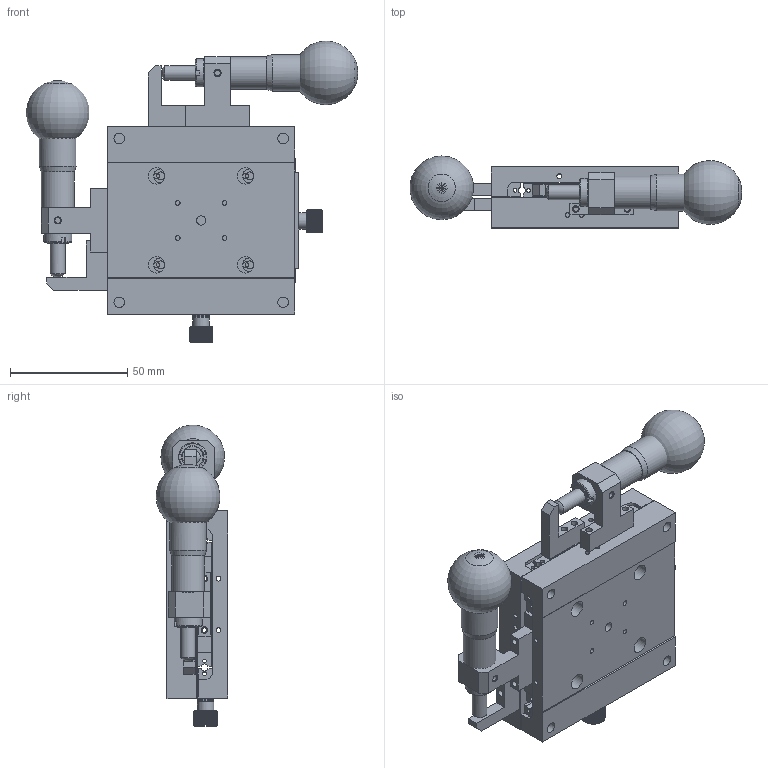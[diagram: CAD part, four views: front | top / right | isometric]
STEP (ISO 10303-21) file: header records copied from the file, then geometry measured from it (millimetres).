
FILE_DESCRIPTION (( 'STEP AP203' ), '1' );
FILE_NAME ('528923.STEP', '2024-11-12T08:47:30', ( 'Windows User' ), ( 'P R C' ), 'SwSTEP 2.0', 'SolidWorks 2020', '' );
FILE_SCHEMA (( 'CONFIG_CONTROL_DESIGN' ));
Products named in the file (1): 528923
Bounding box: 141.78 x 30.63 x 128.87 mm (x, y, z)
Surface area: 73556.4 mm2 (no closed solid volume)
Topology: 0 solids, 24 shells, 4601 faces, 10282 edges, 5704 vertices
Faces by surface type: bspline 2880, cylinder 1076, plane 480, cone 161, torus 2, sphere 2
Full cylindrical faces by diameter (mm): 1.6 x16, 2.05 x32, 2.5 x3, 2.8 x8, 3 x2, 3.242 x12, 4 x6, 4.5 x4, 6.35 x2, 7 x8, 8 x3, 9.5 x2, 11.7 x2, 12 x2, 14 x2, 15.644 x2
Entity records: 180829 total; most frequent: CARTESIAN_POINT 113926, ORIENTED_EDGE 19932, EDGE_CURVE 10111, DIRECTION 6277, VERTEX_POINT 5672, EDGE_LOOP 4899, FACE_OUTER_BOUND 4707, ADVANCED_FACE 4601
